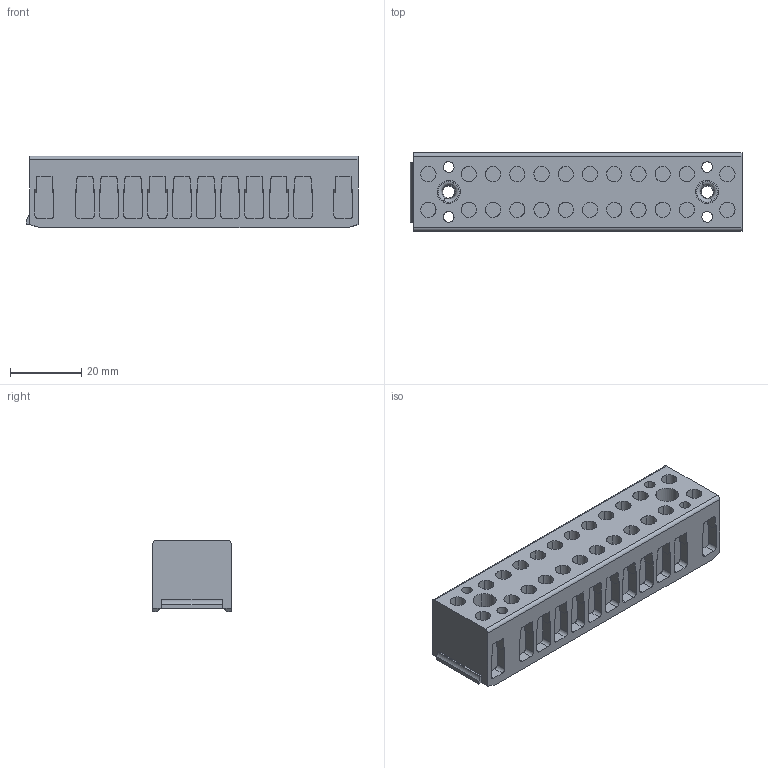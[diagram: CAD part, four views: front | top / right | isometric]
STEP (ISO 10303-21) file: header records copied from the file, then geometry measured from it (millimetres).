
FILE_DESCRIPTION(('CATIA V5R24 STEP','CAx-IF Rec.Pracs.--- Model Styling and Organization---1.2---2011-12-15'),'2;1');
FILE_NAME ('D1446087_0', '2017-05-05T11:22:43+00:00', ('Weidmueller Interface'), ('Weidmueller'), 'CATIA Version 5-6 Release 2014 SP4 HF52', 'CATIA V5 STEP AP214', 'none');
FILE_SCHEMA(('AUTOMOTIVE_DESIGN { 1 0 10303 214 1 1 1 1 }'));
Length unit declared in the file: millimetre
Products named in the file (1): v5-standard_part
Bounding box: 93.15 x 22 x 20.15 mm (x, y, z)
Volume: 31271 mm3; surface area: 14414.3 mm2
Topology: 1 solids, 5 shells, 654 faces, 1820 edges, 1226 vertices
Faces by surface type: plane 452, cylinder 186, cone 12, torus 4
Entity records: 19045 total; most frequent: CARTESIAN_POINT 3722, ORIENTED_EDGE 3640, DIRECTION 2346, EDGE_CURVE 1820, VECTOR 1370, LINE 1370, VERTEX_POINT 1226, EDGE_LOOP 716
